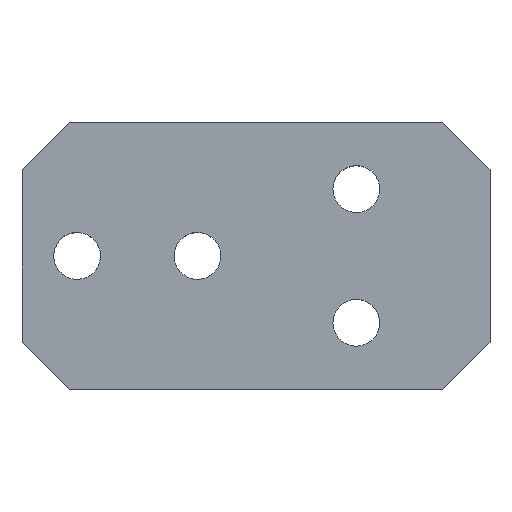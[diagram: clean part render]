
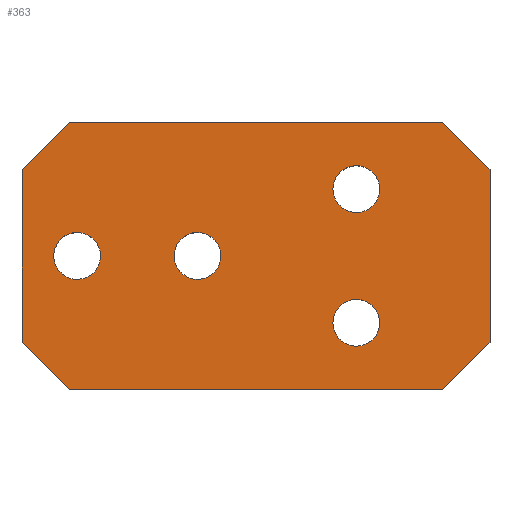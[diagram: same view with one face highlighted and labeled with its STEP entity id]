
A CAD part, top view. The second image highlights one B-rep face of the part: STEP entity #363.
In plain terms, the highlighted planar face has unit normal (0, 0, 1).
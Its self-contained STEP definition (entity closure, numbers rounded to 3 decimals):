
#39=AXIS2_PLACEMENT_3D('Circle Axis2P3D',#37,#38,$) ;
#82=AXIS2_PLACEMENT_3D('Circle Axis2P3D',#80,#81,$) ;
#237=AXIS2_PLACEMENT_3D('Plane Axis2P3D',#234,#235,#236) ;
#311=AXIS2_PLACEMENT_3D('Circle Axis2P3D',#309,#310,$) ;
#320=AXIS2_PLACEMENT_3D('Circle Axis2P3D',#318,#319,$) ;
#329=AXIS2_PLACEMENT_3D('Circle Axis2P3D',#327,#328,$) ;
#338=AXIS2_PLACEMENT_3D('Circle Axis2P3D',#336,#337,$) ;
#347=AXIS2_PLACEMENT_3D('Circle Axis2P3D',#345,#346,$) ;
#356=AXIS2_PLACEMENT_3D('Circle Axis2P3D',#354,#355,$) ;
#37=CARTESIAN_POINT('Axis2P3D Location',(15.,10.,10.)) ;
#41=CARTESIAN_POINT('Vertex',(18.072,8.322,10.)) ;
#43=CARTESIAN_POINT('Vertex',(11.928,11.678,10.)) ;
#80=CARTESIAN_POINT('Axis2P3D Location',(15.,10.,10.)) ;
#234=CARTESIAN_POINT('Axis2P3D Location',(0.,0.,10.)) ;
#239=CARTESIAN_POINT('Line Origine',(31.464,16.464,10.)) ;
#243=CARTESIAN_POINT('Vertex',(35.,12.929,10.)) ;
#245=CARTESIAN_POINT('Vertex',(27.929,20.,10.)) ;
#248=CARTESIAN_POINT('Line Origine',(0.,20.,10.)) ;
#252=CARTESIAN_POINT('Vertex',(-27.929,20.,10.)) ;
#255=CARTESIAN_POINT('Line Origine',(-31.464,16.464,10.)) ;
#259=CARTESIAN_POINT('Vertex',(-35.,12.929,10.)) ;
#262=CARTESIAN_POINT('Line Origine',(-35.,0.,10.)) ;
#266=CARTESIAN_POINT('Vertex',(-35.,-12.929,10.)) ;
#269=CARTESIAN_POINT('Line Origine',(-31.464,-16.464,10.)) ;
#273=CARTESIAN_POINT('Vertex',(-27.929,-20.,10.)) ;
#276=CARTESIAN_POINT('Line Origine',(0.,-20.,10.)) ;
#280=CARTESIAN_POINT('Vertex',(27.929,-20.,10.)) ;
#283=CARTESIAN_POINT('Line Origine',(31.464,-16.464,10.)) ;
#287=CARTESIAN_POINT('Vertex',(35.,-12.929,10.)) ;
#290=CARTESIAN_POINT('Line Origine',(35.,0.,10.)) ;
#309=CARTESIAN_POINT('Axis2P3D Location',(15.,-10.,10.)) ;
#313=CARTESIAN_POINT('Vertex',(11.928,-8.322,10.)) ;
#315=CARTESIAN_POINT('Vertex',(18.072,-11.678,10.)) ;
#318=CARTESIAN_POINT('Axis2P3D Location',(15.,-10.,10.)) ;
#327=CARTESIAN_POINT('Axis2P3D Location',(-26.75,0.,10.)) ;
#331=CARTESIAN_POINT('Vertex',(-29.822,1.678,10.)) ;
#333=CARTESIAN_POINT('Vertex',(-23.678,-1.678,10.)) ;
#336=CARTESIAN_POINT('Axis2P3D Location',(-26.75,0.,10.)) ;
#345=CARTESIAN_POINT('Axis2P3D Location',(-8.75,0.,10.)) ;
#349=CARTESIAN_POINT('Vertex',(-11.822,1.678,10.)) ;
#351=CARTESIAN_POINT('Vertex',(-5.678,-1.678,10.)) ;
#354=CARTESIAN_POINT('Axis2P3D Location',(-8.75,0.,10.)) ;
#38=DIRECTION('Axis2P3D Direction',(0.,-0.,-1.)) ;
#81=DIRECTION('Axis2P3D Direction',(0.,-0.,-1.)) ;
#235=DIRECTION('Axis2P3D Direction',(0.,0.,1.)) ;
#236=DIRECTION('Axis2P3D XDirection',(1.,0.,0.)) ;
#240=DIRECTION('Vector Direction',(0.707,-0.707,0.)) ;
#249=DIRECTION('Vector Direction',(1.,0.,0.)) ;
#256=DIRECTION('Vector Direction',(0.707,0.707,0.)) ;
#263=DIRECTION('Vector Direction',(0.,1.,0.)) ;
#270=DIRECTION('Vector Direction',(-0.707,0.707,0.)) ;
#277=DIRECTION('Vector Direction',(-1.,0.,0.)) ;
#284=DIRECTION('Vector Direction',(-0.707,-0.707,0.)) ;
#291=DIRECTION('Vector Direction',(0.,-1.,0.)) ;
#310=DIRECTION('Axis2P3D Direction',(0.,0.,1.)) ;
#319=DIRECTION('Axis2P3D Direction',(0.,0.,1.)) ;
#328=DIRECTION('Axis2P3D Direction',(0.,0.,1.)) ;
#337=DIRECTION('Axis2P3D Direction',(0.,0.,1.)) ;
#346=DIRECTION('Axis2P3D Direction',(0.,0.,1.)) ;
#355=DIRECTION('Axis2P3D Direction',(0.,0.,1.)) ;
#241=VECTOR('Line Direction',#240,1.) ;
#250=VECTOR('Line Direction',#249,1.) ;
#257=VECTOR('Line Direction',#256,1.) ;
#264=VECTOR('Line Direction',#263,1.) ;
#271=VECTOR('Line Direction',#270,1.) ;
#278=VECTOR('Line Direction',#277,1.) ;
#285=VECTOR('Line Direction',#284,1.) ;
#292=VECTOR('Line Direction',#291,1.) ;
#296=ORIENTED_EDGE('',*,*,#247,.T.) ;
#297=ORIENTED_EDGE('',*,*,#254,.T.) ;
#298=ORIENTED_EDGE('',*,*,#261,.T.) ;
#299=ORIENTED_EDGE('',*,*,#268,.T.) ;
#300=ORIENTED_EDGE('',*,*,#275,.T.) ;
#301=ORIENTED_EDGE('',*,*,#282,.T.) ;
#302=ORIENTED_EDGE('',*,*,#289,.T.) ;
#303=ORIENTED_EDGE('',*,*,#294,.T.) ;
#306=ORIENTED_EDGE('',*,*,#84,.F.) ;
#307=ORIENTED_EDGE('',*,*,#45,.F.) ;
#324=ORIENTED_EDGE('',*,*,#317,.F.) ;
#325=ORIENTED_EDGE('',*,*,#322,.F.) ;
#342=ORIENTED_EDGE('',*,*,#335,.F.) ;
#343=ORIENTED_EDGE('',*,*,#340,.F.) ;
#360=ORIENTED_EDGE('',*,*,#353,.F.) ;
#361=ORIENTED_EDGE('',*,*,#358,.F.) ;
#308=FACE_BOUND('',#305,.T.) ;
#326=FACE_BOUND('',#323,.T.) ;
#344=FACE_BOUND('',#341,.T.) ;
#362=FACE_BOUND('',#359,.T.) ;
#363=ADVANCED_FACE('PRESIONEIROS',(#304,#308,#326,#344,#362),#238,.T.) ;
#40=CIRCLE('generated circle',#39,3.5) ;
#83=CIRCLE('generated circle',#82,3.5) ;
#312=CIRCLE('generated circle',#311,3.5) ;
#321=CIRCLE('generated circle',#320,3.5) ;
#330=CIRCLE('generated circle',#329,3.5) ;
#339=CIRCLE('generated circle',#338,3.5) ;
#348=CIRCLE('generated circle',#347,3.5) ;
#357=CIRCLE('generated circle',#356,3.5) ;
#45=EDGE_CURVE('',#42,#44,#40,.F.) ;
#84=EDGE_CURVE('',#44,#42,#83,.F.) ;
#247=EDGE_CURVE('',#244,#246,#242,.F.) ;
#254=EDGE_CURVE('',#246,#253,#251,.F.) ;
#261=EDGE_CURVE('',#253,#260,#258,.F.) ;
#268=EDGE_CURVE('',#260,#267,#265,.F.) ;
#275=EDGE_CURVE('',#267,#274,#272,.F.) ;
#282=EDGE_CURVE('',#274,#281,#279,.F.) ;
#289=EDGE_CURVE('',#281,#288,#286,.F.) ;
#294=EDGE_CURVE('',#288,#244,#293,.F.) ;
#317=EDGE_CURVE('',#314,#316,#312,.T.) ;
#322=EDGE_CURVE('',#316,#314,#321,.T.) ;
#335=EDGE_CURVE('',#332,#334,#330,.T.) ;
#340=EDGE_CURVE('',#334,#332,#339,.T.) ;
#353=EDGE_CURVE('',#350,#352,#348,.T.) ;
#358=EDGE_CURVE('',#352,#350,#357,.T.) ;
#295=EDGE_LOOP('',(#296,#297,#298,#299,#300,#301,#302,#303)) ;
#305=EDGE_LOOP('',(#306,#307)) ;
#323=EDGE_LOOP('',(#324,#325)) ;
#341=EDGE_LOOP('',(#342,#343)) ;
#359=EDGE_LOOP('',(#360,#361)) ;
#304=FACE_OUTER_BOUND('',#295,.T.) ;
#242=LINE('Line',#239,#241) ;
#251=LINE('Line',#248,#250) ;
#258=LINE('Line',#255,#257) ;
#265=LINE('Line',#262,#264) ;
#272=LINE('Line',#269,#271) ;
#279=LINE('Line',#276,#278) ;
#286=LINE('Line',#283,#285) ;
#293=LINE('Line',#290,#292) ;
#238=PLANE('',#237) ;
#42=VERTEX_POINT('',#41) ;
#44=VERTEX_POINT('',#43) ;
#244=VERTEX_POINT('',#243) ;
#246=VERTEX_POINT('',#245) ;
#253=VERTEX_POINT('',#252) ;
#260=VERTEX_POINT('',#259) ;
#267=VERTEX_POINT('',#266) ;
#274=VERTEX_POINT('',#273) ;
#281=VERTEX_POINT('',#280) ;
#288=VERTEX_POINT('',#287) ;
#314=VERTEX_POINT('',#313) ;
#316=VERTEX_POINT('',#315) ;
#332=VERTEX_POINT('',#331) ;
#334=VERTEX_POINT('',#333) ;
#350=VERTEX_POINT('',#349) ;
#352=VERTEX_POINT('',#351) ;
